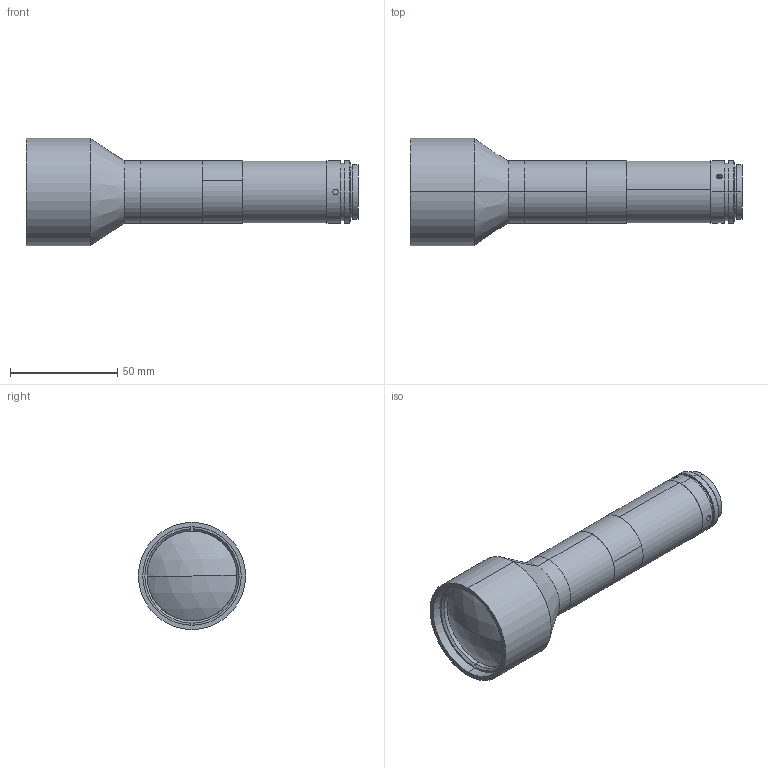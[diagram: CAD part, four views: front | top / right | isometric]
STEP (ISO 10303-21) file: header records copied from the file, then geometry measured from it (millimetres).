
FILE_DESCRIPTION (( 'STEP AP203' ), '1' );
FILE_NAME ('XF-5MDT1X110-1C.STEP', '2017-07-05T04:12:08', ( 'canrill005' ), ( '' ), 'SwSTEP 2.0', 'SolidWorks 2014', '' );
FILE_SCHEMA (( 'CONFIG_CONTROL_DESIGN' ));
Length unit declared in the file: millimetre
Products named in the file (1): XF-5MDT1X110-1C
Bounding box: 154.99 x 50 x 50 mm (x, y, z)
Surface area: 25068.3 mm2 (no closed solid volume)
Topology: 0 solids, 8 shells, 64 faces, 154 edges, 105 vertices
Faces by surface type: cylinder 34, plane 22, cone 6, sphere 2
Entity records: 2180 total; most frequent: CARTESIAN_POINT 564, DIRECTION 356, ORIENTED_EDGE 266, EDGE_CURVE 154, AXIS2_PLACEMENT_3D 153, VERTEX_POINT 105, CIRCLE 88, EDGE_LOOP 81
